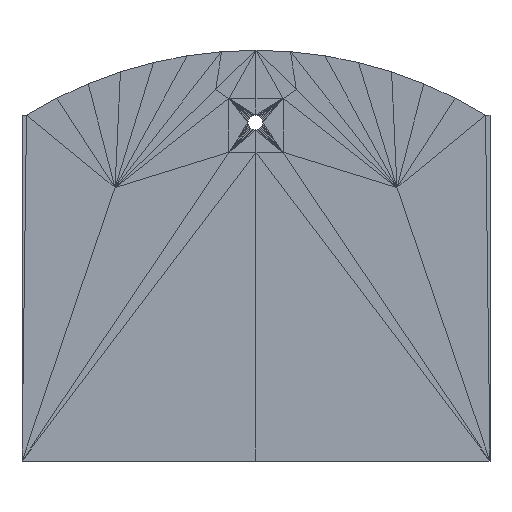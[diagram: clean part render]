
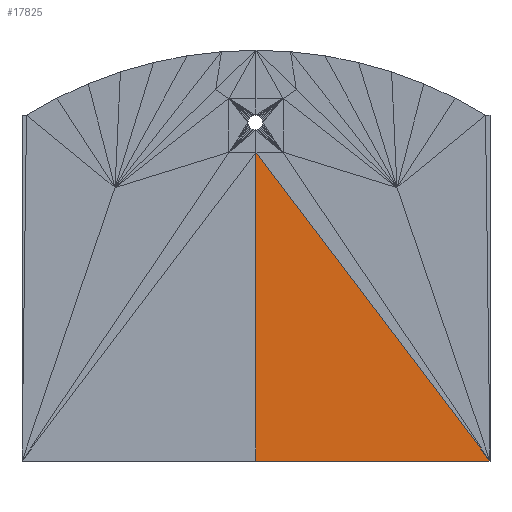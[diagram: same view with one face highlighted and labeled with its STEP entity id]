
A CAD part, front view. The second image highlights one B-rep face of the part: STEP entity #17825.
In plain terms, the highlighted planar face has unit normal (0, -1, 0).
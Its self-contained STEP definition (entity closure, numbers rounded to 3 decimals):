
#17163 = VERTEX_POINT('',#17164);
#17164 = CARTESIAN_POINT('',(-258.929,-253.613,
    -118.713));
#17255 = PLANE('',#17256);
#17256 = AXIS2_PLACEMENT_3D('',#17257,#17258,#17259);
#17257 = CARTESIAN_POINT('',(-274.418,-253.613,
    -97.053));
#17258 = DIRECTION('',(-0.,-1.,-0.));
#17259 = DIRECTION('',(0.,0.,-1.));
#17271 = VERTEX_POINT('',#17272);
#17272 = CARTESIAN_POINT('',(-290.676,-253.613,
    -76.833));
#17297 = EDGE_CURVE('',#17163,#17271,#17298,.T.);
#17298 = SURFACE_CURVE('',#17299,(#17303,#17309),.PCURVE_S1.);
#17299 = LINE('',#17300,#17301);
#17300 = CARTESIAN_POINT('',(-258.929,-253.613,
    -118.713));
#17301 = VECTOR('',#17302,1.);
#17302 = DIRECTION('',(-0.604,0.,0.797));
#17303 = PCURVE('',#17255,#17304);
#17304 = DEFINITIONAL_REPRESENTATION('',(#17305),#17308);
#17305 = B_SPLINE_CURVE_WITH_KNOTS('',1,(#17306,#17307),.UNSPECIFIED.,
  .F.,.F.,(2,2),(0.,52.553),.PIECEWISE_BEZIER_KNOTS.);
#17306 = CARTESIAN_POINT('',(21.66,15.49));
#17307 = CARTESIAN_POINT('',(-20.22,-16.258));
#17308 = ( GEOMETRIC_REPRESENTATION_CONTEXT(2) 
PARAMETRIC_REPRESENTATION_CONTEXT() REPRESENTATION_CONTEXT('2D SPACE',''
  ) );
#17309 = PCURVE('',#17310,#17315);
#17310 = PLANE('',#17311);
#17311 = AXIS2_PLACEMENT_3D('',#17312,#17313,#17314);
#17312 = CARTESIAN_POINT('',(-280.071,-253.613,
    -103.042));
#17313 = DIRECTION('',(0.,-1.,0.));
#17314 = DIRECTION('',(-1.,0.,0.));
#17315 = DEFINITIONAL_REPRESENTATION('',(#17316),#17320);
#17316 = LINE('',#17317,#17318);
#17317 = CARTESIAN_POINT('',(-21.142,15.671));
#17318 = VECTOR('',#17319,1.);
#17319 = DIRECTION('',(0.604,-0.797));
#17320 = ( GEOMETRIC_REPRESENTATION_CONTEXT(2) 
PARAMETRIC_REPRESENTATION_CONTEXT() REPRESENTATION_CONTEXT('2D SPACE',''
  ) );
#17825 = ADVANCED_FACE('',(#17826),#17310,.T.);
#17826 = FACE_BOUND('',#17827,.T.);
#17827 = EDGE_LOOP('',(#17828,#17855,#17880));
#17828 = ORIENTED_EDGE('',*,*,#17829,.T.);
#17829 = EDGE_CURVE('',#17271,#17830,#17832,.T.);
#17830 = VERTEX_POINT('',#17831);
#17831 = CARTESIAN_POINT('',(-290.676,-253.613,
    -118.713));
#17832 = SURFACE_CURVE('',#17833,(#17837,#17844),.PCURVE_S1.);
#17833 = LINE('',#17834,#17835);
#17834 = CARTESIAN_POINT('',(-290.676,-253.613,
    -76.833));
#17835 = VECTOR('',#17836,1.);
#17836 = DIRECTION('',(0.,0.,-1.));
#17837 = PCURVE('',#17310,#17838);
#17838 = DEFINITIONAL_REPRESENTATION('',(#17839),#17843);
#17839 = LINE('',#17840,#17841);
#17840 = CARTESIAN_POINT('',(10.605,-26.208));
#17841 = VECTOR('',#17842,1.);
#17842 = DIRECTION('',(0.,1.));
#17843 = ( GEOMETRIC_REPRESENTATION_CONTEXT(2) 
PARAMETRIC_REPRESENTATION_CONTEXT() REPRESENTATION_CONTEXT('2D SPACE',''
  ) );
#17844 = PCURVE('',#17845,#17850);
#17845 = PLANE('',#17846);
#17846 = AXIS2_PLACEMENT_3D('',#17847,#17848,#17849);
#17847 = CARTESIAN_POINT('',(-301.281,-253.613,
    -103.042));
#17848 = DIRECTION('',(0.,-1.,0.));
#17849 = DIRECTION('',(0.,0.,-1.));
#17850 = DEFINITIONAL_REPRESENTATION('',(#17851),#17854);
#17851 = B_SPLINE_CURVE_WITH_KNOTS('',1,(#17852,#17853),.UNSPECIFIED.,
  .F.,.F.,(2,2),(0.,41.88),.PIECEWISE_BEZIER_KNOTS.);
#17852 = CARTESIAN_POINT('',(-26.208,10.605));
#17853 = CARTESIAN_POINT('',(15.671,10.605));
#17854 = ( GEOMETRIC_REPRESENTATION_CONTEXT(2) 
PARAMETRIC_REPRESENTATION_CONTEXT() REPRESENTATION_CONTEXT('2D SPACE',''
  ) );
#17855 = ORIENTED_EDGE('',*,*,#17856,.T.);
#17856 = EDGE_CURVE('',#17830,#17163,#17857,.T.);
#17857 = SURFACE_CURVE('',#17858,(#17862,#17869),.PCURVE_S1.);
#17858 = LINE('',#17859,#17860);
#17859 = CARTESIAN_POINT('',(-290.676,-253.613,
    -118.713));
#17860 = VECTOR('',#17861,1.);
#17861 = DIRECTION('',(1.,0.,0.));
#17862 = PCURVE('',#17310,#17863);
#17863 = DEFINITIONAL_REPRESENTATION('',(#17864),#17868);
#17864 = LINE('',#17865,#17866);
#17865 = CARTESIAN_POINT('',(10.605,15.671));
#17866 = VECTOR('',#17867,1.);
#17867 = DIRECTION('',(-1.,0.));
#17868 = ( GEOMETRIC_REPRESENTATION_CONTEXT(2) 
PARAMETRIC_REPRESENTATION_CONTEXT() REPRESENTATION_CONTEXT('2D SPACE',''
  ) );
#17869 = PCURVE('',#17870,#17875);
#17870 = PLANE('',#17871);
#17871 = AXIS2_PLACEMENT_3D('',#17872,#17873,#17874);
#17872 = CARTESIAN_POINT('',(-274.703,-253.361,
    -118.713));
#17873 = DIRECTION('',(-0.,-0.,-1.));
#17874 = DIRECTION('',(-1.,0.,0.));
#17875 = DEFINITIONAL_REPRESENTATION('',(#17876),#17879);
#17876 = B_SPLINE_CURVE_WITH_KNOTS('',1,(#17877,#17878),.UNSPECIFIED.,
  .F.,.F.,(2,2),(0.,31.747),.PIECEWISE_BEZIER_KNOTS.);
#17877 = CARTESIAN_POINT('',(15.973,-0.252));
#17878 = CARTESIAN_POINT('',(-15.774,-0.252));
#17879 = ( GEOMETRIC_REPRESENTATION_CONTEXT(2) 
PARAMETRIC_REPRESENTATION_CONTEXT() REPRESENTATION_CONTEXT('2D SPACE',''
  ) );
#17880 = ORIENTED_EDGE('',*,*,#17297,.T.);
